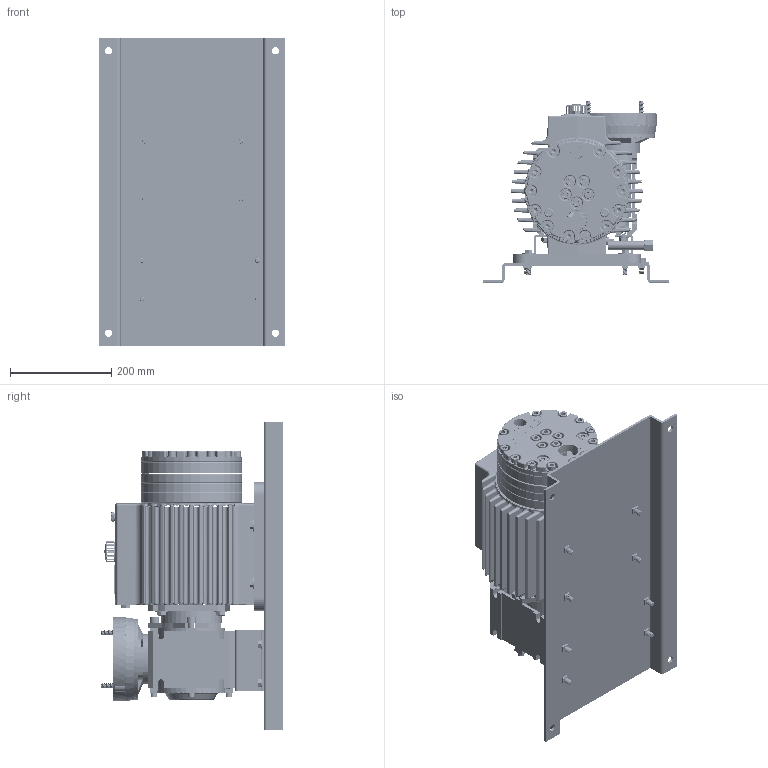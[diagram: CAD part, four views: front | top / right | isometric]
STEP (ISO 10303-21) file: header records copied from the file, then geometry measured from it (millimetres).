
FILE_DESCRIPTION (( 'STEP AP214' ), '1' );
FILE_NAME ('P500 METALLIC NEMA 143-45TC.STEP', '2018-08-20T14:09:06', ( '' ), ( '' ), 'SwSTEP 2.0', 'SolidWorks 2017', '' );
FILE_SCHEMA (( 'AUTOMOTIVE_DESIGN' ));
Length unit declared in the file: inch
Products named in the file (1): P500 METALLIC NEMA 143-45TC
Bounding box: 368.3 x 359.49 x 609.6 mm (x, y, z)
Surface area: 1650926.1 mm2 (no closed solid volume)
Topology: 0 solids, 263 shells, 3146 faces, 10627 edges, 7375 vertices
Faces by surface type: cylinder 1233, plane 825, cone 510, bspline 427, torus 139, sphere 12
Entity records: 205239 total; most frequent: CARTESIAN_POINT 80883, ORIENTED_EDGE 16747, DIRECTION 16038, EDGE_CURVE 10614, VERTEX_POINT 7375, AXIS2_PLACEMENT_3D 6158, VECTOR 3722, LINE 3722
